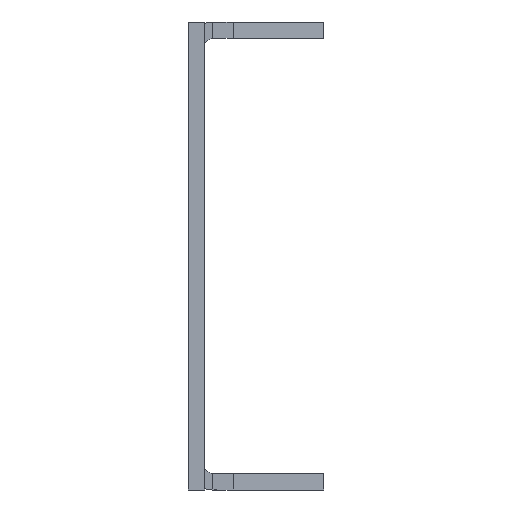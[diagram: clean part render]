
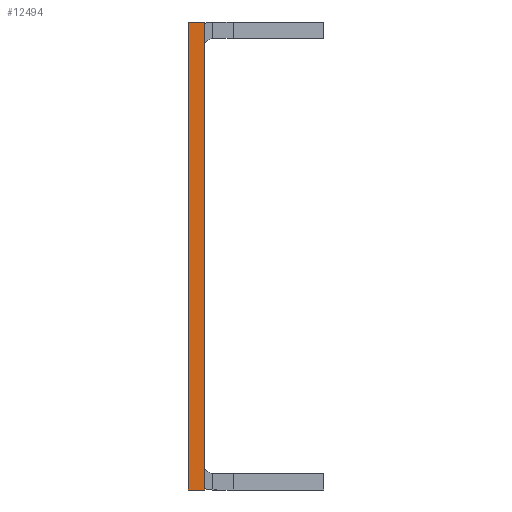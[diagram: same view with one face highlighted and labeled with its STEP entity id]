
A CAD part, left-side view. The second image highlights one B-rep face of the part: STEP entity #12494.
In plain terms, the highlighted planar face has unit normal (-1, 0, 0).
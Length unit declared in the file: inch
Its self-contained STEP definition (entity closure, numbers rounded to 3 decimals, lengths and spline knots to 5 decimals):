
#439 = DIRECTION ( 'NONE',  ( 0., 1., 0. ) ) ;
#658 = CARTESIAN_POINT ( 'NONE',  ( -9.5, 0., 0.865 ) ) ;
#1474 = EDGE_CURVE ( 'NONE', #13258, #10675, #6335, .T. ) ;
#1575 = CARTESIAN_POINT ( 'NONE',  ( -9.5, 0., -0.865 ) ) ;
#1979 = VECTOR ( 'NONE', #10950, 39.37008 ) ;
#2208 = PLANE ( 'NONE',  #6151 ) ;
#3075 = EDGE_CURVE ( 'NONE', #3347, #13258, #10309, .T. ) ;
#3347 = VERTEX_POINT ( 'NONE', #11560 ) ;
#4095 = CARTESIAN_POINT ( 'NONE',  ( -9.5, 0.06, -0.865 ) ) ;
#4294 = VECTOR ( 'NONE', #5095, 39.37008 ) ;
#5095 = DIRECTION ( 'NONE',  ( 0., 1., 0. ) ) ;
#5354 = ORIENTED_EDGE ( 'NONE', *, *, #8953, .T. ) ;
#5896 = ORIENTED_EDGE ( 'NONE', *, *, #1474, .F. ) ;
#5903 = ORIENTED_EDGE ( 'NONE', *, *, #3075, .F. ) ;
#6151 = AXIS2_PLACEMENT_3D ( 'NONE', #13479, #8029, #11388 ) ;
#6335 = LINE ( 'NONE', #4095, #1979 ) ;
#6467 = VERTEX_POINT ( 'NONE', #7710 ) ;
#7710 = CARTESIAN_POINT ( 'NONE',  ( -9.5, 0., 0.865 ) ) ;
#8029 = DIRECTION ( 'NONE',  ( -1., 0., 0. ) ) ;
#8475 = LINE ( 'NONE', #9762, #14592 ) ;
#8618 = DIRECTION ( 'NONE',  ( 0., 0., 1. ) ) ;
#8953 = EDGE_CURVE ( 'NONE', #6467, #10675, #10821, .T. ) ;
#9300 = ORIENTED_EDGE ( 'NONE', *, *, #12949, .T. ) ;
#9351 = CARTESIAN_POINT ( 'NONE',  ( -9.5, 0.06, 0.865 ) ) ;
#9598 = CARTESIAN_POINT ( 'NONE',  ( -9.5, 0.06, -0.865 ) ) ;
#9762 = CARTESIAN_POINT ( 'NONE',  ( -9.5, 0., -0.865 ) ) ;
#10309 = LINE ( 'NONE', #1575, #13218 ) ;
#10675 = VERTEX_POINT ( 'NONE', #9351 ) ;
#10821 = LINE ( 'NONE', #658, #4294 ) ;
#10950 = DIRECTION ( 'NONE',  ( 0., 0., 1. ) ) ;
#11388 = DIRECTION ( 'NONE',  ( 0., 0., 1. ) ) ;
#11532 = FACE_OUTER_BOUND ( 'NONE', #13522, .T. ) ;
#11560 = CARTESIAN_POINT ( 'NONE',  ( -9.5, 0., -0.865 ) ) ;
#12494 = ADVANCED_FACE ( 'NONE', ( #11532 ), #2208, .T. ) ;
#12949 = EDGE_CURVE ( 'NONE', #3347, #6467, #8475, .T. ) ;
#13218 = VECTOR ( 'NONE', #439, 39.37008 ) ;
#13258 = VERTEX_POINT ( 'NONE', #9598 ) ;
#13479 = CARTESIAN_POINT ( 'NONE',  ( -9.5, -38.1572, 0.865 ) ) ;
#13522 = EDGE_LOOP ( 'NONE', ( #5896, #5903, #9300, #5354 ) ) ;
#14592 = VECTOR ( 'NONE', #8618, 39.37008 ) ;
